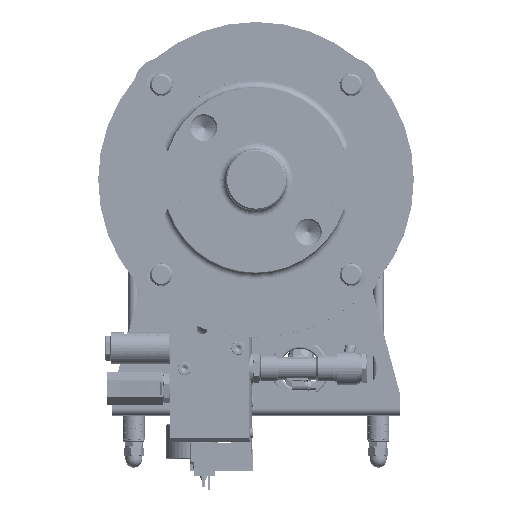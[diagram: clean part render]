
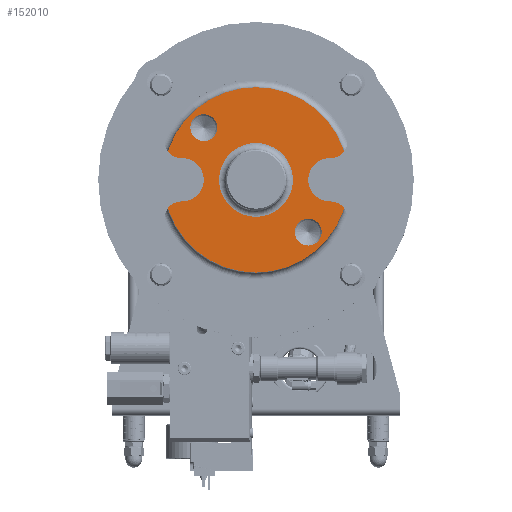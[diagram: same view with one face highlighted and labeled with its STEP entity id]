
A CAD part, top view. The second image highlights one B-rep face of the part: STEP entity #152010.
In plain terms, the highlighted planar face has unit normal (0, 0, 1).
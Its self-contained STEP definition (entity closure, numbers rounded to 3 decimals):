
#345 = CIRCLE ( 'NONE', #10956, 10. ) ;
#389 = DIRECTION ( 'NONE',  ( 0., 0., 1. ) ) ;
#2860 = AXIS2_PLACEMENT_3D ( 'NONE', #121866, #3390, #63168 ) ;
#3390 = DIRECTION ( 'NONE',  ( 0., 0., -1. ) ) ;
#6207 = AXIS2_PLACEMENT_3D ( 'NONE', #141322, #389, #107540 ) ;
#10956 = AXIS2_PLACEMENT_3D ( 'NONE', #22423, #58287, #44805 ) ;
#16795 = EDGE_LOOP ( 'NONE', ( #57087, #111578 ) ) ;
#18696 = AXIS2_PLACEMENT_3D ( 'NONE', #31905, #93268, #92776 ) ;
#21612 = FACE_BOUND ( 'NONE', #16795, .T. ) ;
#22423 = CARTESIAN_POINT ( 'NONE',  ( 38.891, -38.891, -30. ) ) ;
#29345 = CARTESIAN_POINT ( 'NONE',  ( -69., 0., -30. ) ) ;
#30035 = ORIENTED_EDGE ( 'NONE', *, *, #38374, .T. ) ;
#30713 = VERTEX_POINT ( 'NONE', #114030 ) ;
#30997 = EDGE_CURVE ( 'NONE', #72234, #65309, #148499, .T. ) ;
#31905 = CARTESIAN_POINT ( 'NONE',  ( -38.891, 38.891, -30. ) ) ;
#32813 = AXIS2_PLACEMENT_3D ( 'NONE', #100895, #101425, #53584 ) ;
#37606 = CARTESIAN_POINT ( 'NONE',  ( 28.891, -38.891, -30. ) ) ;
#38374 = EDGE_CURVE ( 'NONE', #98380, #123843, #98272, .T. ) ;
#39328 = EDGE_LOOP ( 'NONE', ( #112923, #41127 ) ) ;
#41127 = ORIENTED_EDGE ( 'NONE', *, *, #43865, .T. ) ;
#43865 = EDGE_CURVE ( 'NONE', #134655, #30713, #48107, .T. ) ;
#44805 = DIRECTION ( 'NONE',  ( 0., -1., 0. ) ) ;
#46328 = EDGE_CURVE ( 'NONE', #148828, #154332, #99424, .T. ) ;
#47277 = CARTESIAN_POINT ( 'NONE',  ( 38.891, -38.891, -30. ) ) ;
#48107 = CIRCLE ( 'NONE', #146030, 10. ) ;
#53584 = DIRECTION ( 'NONE',  ( 0., 1., 0. ) ) ;
#56940 = FACE_OUTER_BOUND ( 'NONE', #67140, .T. ) ;
#57087 = ORIENTED_EDGE ( 'NONE', *, *, #74779, .T. ) ;
#58287 = DIRECTION ( 'NONE',  ( 0., 0., -1. ) ) ;
#60598 = AXIS2_PLACEMENT_3D ( 'NONE', #74620, #70533, #125503 ) ;
#61919 = ORIENTED_EDGE ( 'NONE', *, *, #30997, .F. ) ;
#63168 = DIRECTION ( 'NONE',  ( 0., -1., 0. ) ) ;
#64380 = CIRCLE ( 'NONE', #18696, 10. ) ;
#64862 = CIRCLE ( 'NONE', #142109, 69. ) ;
#65309 = VERTEX_POINT ( 'NONE', #29345 ) ;
#66455 = CARTESIAN_POINT ( 'NONE',  ( 0., -27.5, -30. ) ) ;
#67140 = EDGE_LOOP ( 'NONE', ( #135522, #61919 ) ) ;
#67309 = CARTESIAN_POINT ( 'NONE',  ( 0., 0., -30. ) ) ;
#70533 = DIRECTION ( 'NONE',  ( 0., 0., -1. ) ) ;
#72234 = VERTEX_POINT ( 'NONE', #151419 ) ;
#74620 = CARTESIAN_POINT ( 'NONE',  ( -38.891, 38.891, -30. ) ) ;
#74779 = EDGE_CURVE ( 'NONE', #154332, #148828, #95853, .T. ) ;
#75300 = CARTESIAN_POINT ( 'NONE',  ( -48.891, 38.891, -30. ) ) ;
#79182 = DIRECTION ( 'NONE',  ( 0., -1., 0. ) ) ;
#79977 = ORIENTED_EDGE ( 'NONE', *, *, #94362, .T. ) ;
#85491 = EDGE_CURVE ( 'NONE', #65309, #72234, #64862, .T. ) ;
#87939 = EDGE_CURVE ( 'NONE', #30713, #134655, #345, .T. ) ;
#91546 = CARTESIAN_POINT ( 'NONE',  ( 0., 0., -30. ) ) ;
#92776 = DIRECTION ( 'NONE',  ( 0., -1., 0. ) ) ;
#93268 = DIRECTION ( 'NONE',  ( 0., 0., -1. ) ) ;
#93592 = DIRECTION ( 'NONE',  ( 0., -1., 0. ) ) ;
#94362 = EDGE_CURVE ( 'NONE', #123843, #98380, #64380, .T. ) ;
#95853 = CIRCLE ( 'NONE', #2860, 27.5 ) ;
#98272 = CIRCLE ( 'NONE', #60598, 10. ) ;
#98380 = VERTEX_POINT ( 'NONE', #136668 ) ;
#99424 = CIRCLE ( 'NONE', #131152, 27.5 ) ;
#100895 = CARTESIAN_POINT ( 'NONE',  ( 0., 0., -30. ) ) ;
#101425 = DIRECTION ( 'NONE',  ( 0., 0., -1. ) ) ;
#101587 = FACE_BOUND ( 'NONE', #140096, .T. ) ;
#103387 = CARTESIAN_POINT ( 'NONE',  ( 0., 27.5, -30. ) ) ;
#103525 = DIRECTION ( 'NONE',  ( 0., 0., -1. ) ) ;
#103529 = FACE_BOUND ( 'NONE', #39328, .T. ) ;
#105472 = PLANE ( 'NONE',  #6207 ) ;
#107540 = DIRECTION ( 'NONE',  ( 0., -1., 0. ) ) ;
#111578 = ORIENTED_EDGE ( 'NONE', *, *, #46328, .T. ) ;
#112923 = ORIENTED_EDGE ( 'NONE', *, *, #87939, .T. ) ;
#113045 = DIRECTION ( 'NONE',  ( 0., 0., -1. ) ) ;
#114030 = CARTESIAN_POINT ( 'NONE',  ( 48.891, -38.891, -30. ) ) ;
#121866 = CARTESIAN_POINT ( 'NONE',  ( 0., 0., -30. ) ) ;
#123843 = VERTEX_POINT ( 'NONE', #75300 ) ;
#125503 = DIRECTION ( 'NONE',  ( 0., -1., 0. ) ) ;
#129423 = DIRECTION ( 'NONE',  ( 0., 0., -1. ) ) ;
#131152 = AXIS2_PLACEMENT_3D ( 'NONE', #67309, #113045, #79182 ) ;
#134655 = VERTEX_POINT ( 'NONE', #37606 ) ;
#135522 = ORIENTED_EDGE ( 'NONE', *, *, #85491, .F. ) ;
#136668 = CARTESIAN_POINT ( 'NONE',  ( -28.891, 38.891, -30. ) ) ;
#140096 = EDGE_LOOP ( 'NONE', ( #30035, #79977 ) ) ;
#141322 = CARTESIAN_POINT ( 'NONE',  ( 0., 69., -30. ) ) ;
#142109 = AXIS2_PLACEMENT_3D ( 'NONE', #91546, #103525, #149848 ) ;
#146030 = AXIS2_PLACEMENT_3D ( 'NONE', #47277, #129423, #93592 ) ;
#148499 = CIRCLE ( 'NONE', #32813, 69. ) ;
#148828 = VERTEX_POINT ( 'NONE', #103387 ) ;
#149848 = DIRECTION ( 'NONE',  ( 0., 1., 0. ) ) ;
#151419 = CARTESIAN_POINT ( 'NONE',  ( 69., 0., -30. ) ) ;
#152010 = ADVANCED_FACE ( 'NONE', ( #103529, #101587, #21612, #56940 ), #105472, .T. ) ;
#154332 = VERTEX_POINT ( 'NONE', #66455 ) ;
